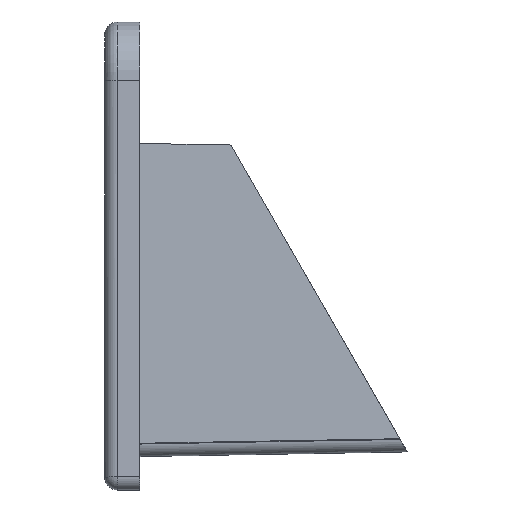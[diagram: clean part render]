
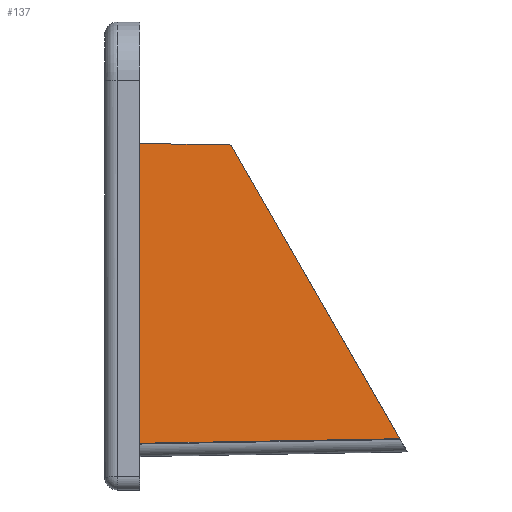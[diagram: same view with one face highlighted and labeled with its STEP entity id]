
A CAD part, left-side view. The second image highlights one B-rep face of the part: STEP entity #137.
In plain terms, the highlighted planar face has unit normal (-0.998, -0.018, 0.061).
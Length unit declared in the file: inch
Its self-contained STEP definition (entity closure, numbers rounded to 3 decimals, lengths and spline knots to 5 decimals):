
#100 = EDGE_CURVE ( 'NONE', #764, #950, #781, .T. ) ;
#117 = EDGE_CURVE ( 'NONE', #755, #764, #1092, .T. ) ;
#120 = EDGE_CURVE ( 'NONE', #948, #755, #1090, .T. ) ;
#121 = EDGE_CURVE ( 'NONE', #950, #948, #1089, .T. ) ;
#137 = ADVANCED_FACE ( 'NONE', ( #1018 ), #346, .T. ) ;
#169 = CARTESIAN_POINT ( 'NONE',  ( -0.04, -0.042, -0.07531 ) ) ;
#175 = CARTESIAN_POINT ( 'NONE',  ( -0.03821, -0.15128, -0.07722 ) ) ;
#342 = DIRECTION ( 'NONE',  ( 0.061, 0., 0.998 ) ) ;
#343 = DIRECTION ( 'NONE',  ( -0.998, -0.017, 0.061 ) ) ;
#344 = CARTESIAN_POINT ( 'NONE',  ( -0.04, -0.042, -0.07531 ) ) ;
#346 = PLANE ( 'NONE',  #1139 ) ;
#425 = DIRECTION ( 'NONE',  ( -0.061, 0., -0.998 ) ) ;
#429 = CARTESIAN_POINT ( 'NONE',  ( -0.04, -0.042, -0.07531 ) ) ;
#535 = CARTESIAN_POINT ( 'NONE',  ( -0.06202, -0.042, -0.43408 ) ) ;
#601 = DIRECTION ( 'NONE',  ( 0.019, -1., 0.017 ) ) ;
#602 = CARTESIAN_POINT ( 'NONE',  ( -0.0619, -0.04867, -0.43397 ) ) ;
#603 = DIRECTION ( 'NONE',  ( 0.044, 0.497, 0.866 ) ) ;
#604 = CARTESIAN_POINT ( 'NONE',  ( -0.03572, -0.12348, -0.02878 ) ) ;
#611 = DIRECTION ( 'NONE',  ( -0.016, 1., 0.017 ) ) ;
#612 = CARTESIAN_POINT ( 'NONE',  ( -0.04, -0.042, -0.07531 ) ) ;
#644 = CARTESIAN_POINT ( 'NONE',  ( -0.05625, -0.35296, -0.42866 ) ) ;
#755 = VERTEX_POINT ( 'NONE', #175 ) ;
#763 = ORIENTED_EDGE ( 'NONE', *, *, #117, .T. ) ;
#764 = VERTEX_POINT ( 'NONE', #169 ) ;
#781 = LINE ( 'NONE', #429, #1321 ) ;
#925 = EDGE_LOOP ( 'NONE', ( #995, #963, #970, #763 ) ) ;
#948 = VERTEX_POINT ( 'NONE', #644 ) ;
#950 = VERTEX_POINT ( 'NONE', #535 ) ;
#963 = ORIENTED_EDGE ( 'NONE', *, *, #121, .T. ) ;
#970 = ORIENTED_EDGE ( 'NONE', *, *, #120, .T. ) ;
#995 = ORIENTED_EDGE ( 'NONE', *, *, #100, .T. ) ;
#1018 = FACE_OUTER_BOUND ( 'NONE', #925, .T. ) ;
#1089 = LINE ( 'NONE', #602, #1242 ) ;
#1090 = LINE ( 'NONE', #604, #1243 ) ;
#1092 = LINE ( 'NONE', #612, #1248 ) ;
#1139 = AXIS2_PLACEMENT_3D ( 'NONE', #344, #343, #342 ) ;
#1242 = VECTOR ( 'NONE', #601, 39.37008 ) ;
#1243 = VECTOR ( 'NONE', #603, 39.37008 ) ;
#1248 = VECTOR ( 'NONE', #611, 39.37008 ) ;
#1321 = VECTOR ( 'NONE', #425, 39.37008 ) ;
